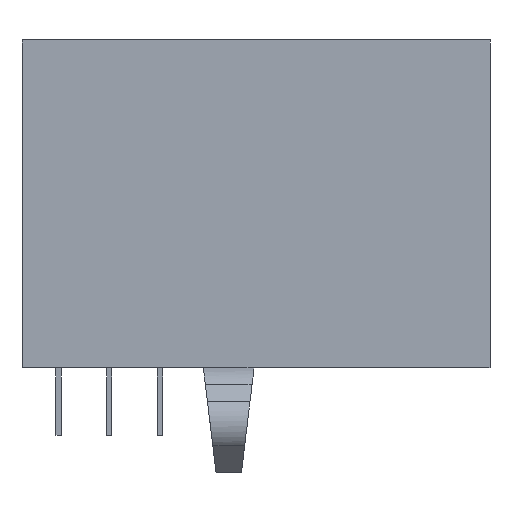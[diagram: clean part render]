
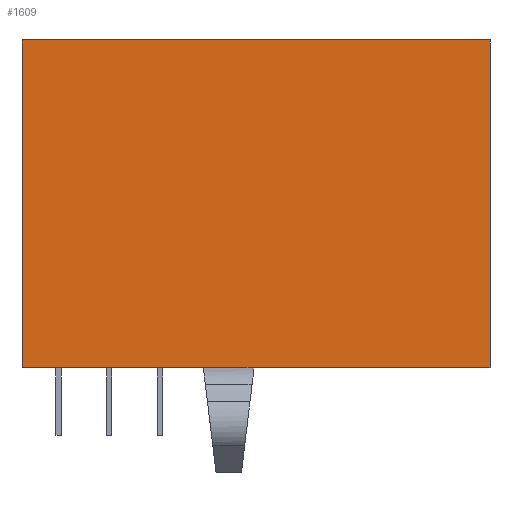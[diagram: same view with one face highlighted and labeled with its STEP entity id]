
A CAD part, left-side view. The second image highlights one B-rep face of the part: STEP entity #1609.
In plain terms, the highlighted planar face has unit normal (-1, 0, 0).
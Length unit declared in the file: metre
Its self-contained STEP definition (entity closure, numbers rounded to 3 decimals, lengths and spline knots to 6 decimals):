
#19=PLANE('',#1722);
#96=LINE('',#2248,#310);
#118=LINE('',#2304,#332);
#126=LINE('',#2320,#340);
#165=LINE('',#2398,#379);
#174=LINE('',#2416,#388);
#175=LINE('',#2418,#389);
#310=VECTOR('',#1817,1.);
#332=VECTOR('',#1871,1.);
#340=VECTOR('',#1879,1.);
#379=VECTOR('',#1920,1.);
#388=VECTOR('',#1931,1.);
#389=VECTOR('',#1932,1.);
#620=ORIENTED_EDGE('',*,*,#1022,.F.);
#621=ORIENTED_EDGE('',*,*,#1061,.F.);
#622=ORIENTED_EDGE('',*,*,#1070,.T.);
#623=ORIENTED_EDGE('',*,*,#1071,.T.);
#624=ORIENTED_EDGE('',*,*,#1014,.F.);
#625=ORIENTED_EDGE('',*,*,#985,.F.);
#985=EDGE_CURVE('',#1214,#1216,#96,.T.);
#1014=EDGE_CURVE('',#1216,#1234,#118,.T.);
#1022=EDGE_CURVE('',#1241,#1214,#126,.T.);
#1061=EDGE_CURVE('',#1279,#1241,#165,.T.);
#1070=EDGE_CURVE('',#1279,#1288,#174,.T.);
#1071=EDGE_CURVE('',#1288,#1234,#175,.T.);
#1214=VERTEX_POINT('',#2246);
#1216=VERTEX_POINT('',#2249);
#1234=VERTEX_POINT('',#2305);
#1241=VERTEX_POINT('',#2319);
#1279=VERTEX_POINT('',#2397);
#1288=VERTEX_POINT('',#2417);
#1403=EDGE_LOOP('',(#620,#621,#622,#623,#624,#625));
#1507=FACE_BOUND('',#1403,.T.);
#1609=ADVANCED_FACE('',(#1507),#19,.T.);
#1722=AXIS2_PLACEMENT_3D('',#2415,#1929,#1930);
#1817=DIRECTION('',(0.,1.,0.));
#1871=DIRECTION('',(0.,1.,0.));
#1879=DIRECTION('',(0.,1.,0.));
#1920=DIRECTION('',(0.,0.,-1.));
#1929=DIRECTION('',(-1.,0.,0.));
#1930=DIRECTION('',(0.,0.,1.));
#1931=DIRECTION('',(0.,1.,0.));
#1932=DIRECTION('',(0.,0.,-1.));
#2246=CARTESIAN_POINT('',(-0.006,0.0093,0.));
#2248=CARTESIAN_POINT('',(-0.006,0.0093,0.));
#2249=CARTESIAN_POINT('',(-0.006,0.0113,0.));
#2304=CARTESIAN_POINT('',(-0.006,0.009225,0.));
#2305=CARTESIAN_POINT('',(-0.006,0.01845,0.));
#2319=CARTESIAN_POINT('',(-0.006,0.,0.));
#2320=CARTESIAN_POINT('',(-0.006,0.009225,0.));
#2397=CARTESIAN_POINT('',(-0.006,0.,0.01293));
#2398=CARTESIAN_POINT('',(-0.006,0.,0.01293));
#2415=CARTESIAN_POINT('',(-0.006,0.009225,0.01293));
#2416=CARTESIAN_POINT('',(-0.006,0.009225,0.01293));
#2417=CARTESIAN_POINT('',(-0.006,0.01845,0.01293));
#2418=CARTESIAN_POINT('',(-0.006,0.01845,0.01293));
